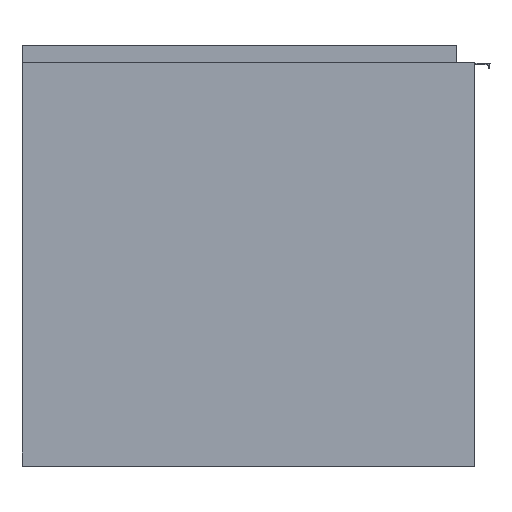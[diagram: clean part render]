
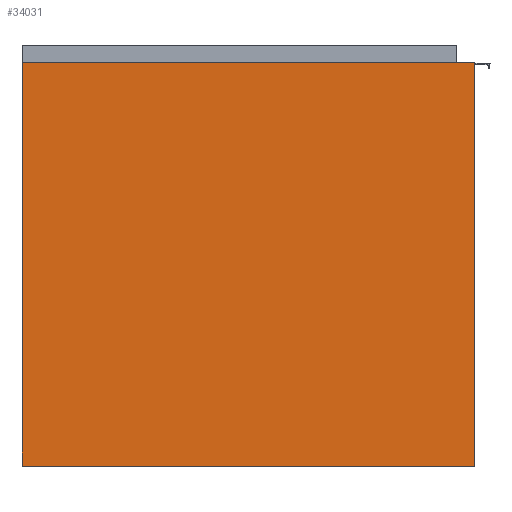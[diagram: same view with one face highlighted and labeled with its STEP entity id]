
A CAD part, left-side view. The second image highlights one B-rep face of the part: STEP entity #34031.
In plain terms, the highlighted planar face has unit normal (-1, 0, 0).
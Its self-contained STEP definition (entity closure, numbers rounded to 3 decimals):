
#3218=FACE_OUTER_BOUND('',#5186,.T.);
#5186=EDGE_LOOP('',(#26682,#26683,#26684,#26685));
#8219=LINE('',#52366,#11957);
#8223=LINE('',#52374,#11961);
#8226=LINE('',#52380,#11964);
#8229=LINE('',#52385,#11967);
#11957=VECTOR('',#42512,462.);
#11961=VECTOR('',#42518,412.);
#11964=VECTOR('',#42523,462.);
#11967=VECTOR('',#42528,412.);
#15315=VERTEX_POINT('',#52364);
#15316=VERTEX_POINT('',#52365);
#15319=VERTEX_POINT('',#52373);
#15321=VERTEX_POINT('',#52379);
#19377=EDGE_CURVE('',#15315,#15316,#8219,.T.);
#19381=EDGE_CURVE('',#15319,#15315,#8223,.T.);
#19384=EDGE_CURVE('',#15321,#15319,#8226,.T.);
#19387=EDGE_CURVE('',#15316,#15321,#8229,.T.);
#26682=ORIENTED_EDGE('',*,*,#19387,.F.);
#26683=ORIENTED_EDGE('',*,*,#19377,.F.);
#26684=ORIENTED_EDGE('',*,*,#19381,.F.);
#26685=ORIENTED_EDGE('',*,*,#19384,.F.);
#32572=PLANE('',#36344);
#34031=ADVANCED_FACE('',(#3218),#32572,.F.);
#36344=AXIS2_PLACEMENT_3D('',#52388,#42532,#42533);
#42512=DIRECTION('',(0.,1.,0.));
#42518=DIRECTION('',(0.,0.,-1.));
#42523=DIRECTION('',(0.,-1.,0.));
#42528=DIRECTION('',(0.,0.,1.));
#42532=DIRECTION('center_axis',(1.,0.,0.));
#42533=DIRECTION('ref_axis',(0.,0.,-1.));
#52364=CARTESIAN_POINT('',(0.,0.,0.));
#52365=CARTESIAN_POINT('',(0.,462.,0.));
#52366=CARTESIAN_POINT('',(0.,0.,0.));
#52373=CARTESIAN_POINT('',(0.,0.,412.));
#52374=CARTESIAN_POINT('',(0.,0.,412.));
#52379=CARTESIAN_POINT('',(0.,462.,412.));
#52380=CARTESIAN_POINT('',(0.,462.,412.));
#52385=CARTESIAN_POINT('',(0.,462.,0.));
#52388=CARTESIAN_POINT('Origin',(0.,231.,206.));
